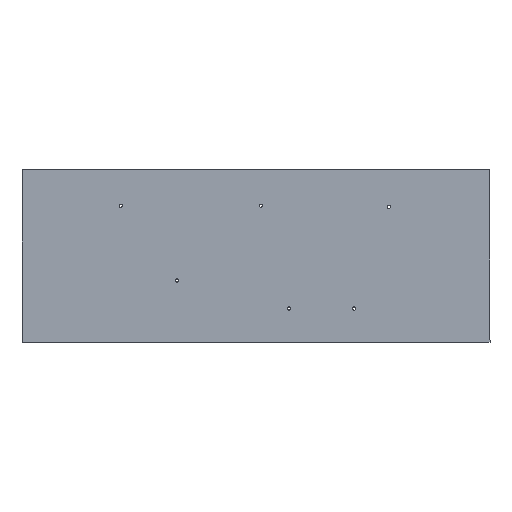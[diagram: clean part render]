
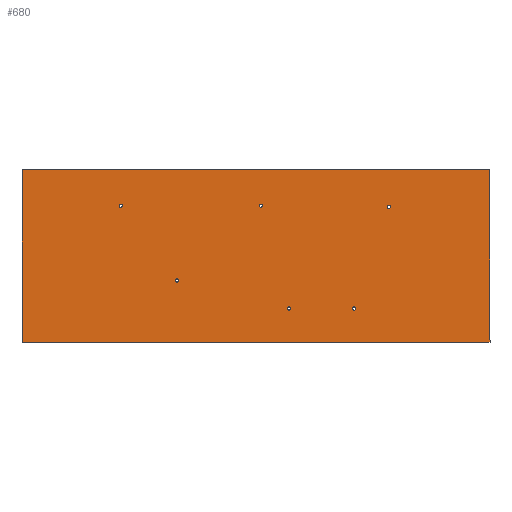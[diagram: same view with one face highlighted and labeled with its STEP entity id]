
A CAD part, top view. The second image highlights one B-rep face of the part: STEP entity #680.
In plain terms, the highlighted planar face has unit normal (0, 0, 1).
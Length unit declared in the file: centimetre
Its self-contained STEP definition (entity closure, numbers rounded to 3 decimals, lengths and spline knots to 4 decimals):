
#31=FACE_BOUND('',#175,.T.);
#32=FACE_BOUND('',#176,.T.);
#33=FACE_BOUND('',#177,.T.);
#34=FACE_BOUND('',#178,.T.);
#35=FACE_BOUND('',#179,.T.);
#36=FACE_BOUND('',#180,.T.);
#54=CIRCLE('',#739,0.17);
#56=CIRCLE('',#743,0.17);
#58=CIRCLE('',#747,0.17);
#60=CIRCLE('',#751,0.17);
#62=CIRCLE('',#755,0.17);
#64=CIRCLE('',#759,0.17);
#86=PLANE('',#761);
#124=FACE_OUTER_BOUND('',#174,.T.);
#174=EDGE_LOOP('',(#614,#615,#616,#617,#618,#619));
#175=EDGE_LOOP('',(#620));
#176=EDGE_LOOP('',(#621));
#177=EDGE_LOOP('',(#622));
#178=EDGE_LOOP('',(#623));
#179=EDGE_LOOP('',(#624));
#180=EDGE_LOOP('',(#625));
#184=LINE('',#997,#243);
#186=LINE('',#1002,#245);
#190=LINE('',#1009,#249);
#222=LINE('',#1080,#281);
#225=LINE('',#1086,#284);
#228=LINE('',#1091,#287);
#243=VECTOR('',#771,1.);
#245=VECTOR('',#775,1.);
#249=VECTOR('',#779,1.);
#281=VECTOR('',#845,1.);
#284=VECTOR('',#850,1.);
#287=VECTOR('',#855,1.);
#303=VERTEX_POINT('',#964);
#306=VERTEX_POINT('',#982);
#308=VERTEX_POINT('',#1001);
#311=VERTEX_POINT('',#1007);
#333=VERTEX_POINT('',#1079);
#335=VERTEX_POINT('',#1085);
#349=VERTEX_POINT('',#1132);
#351=VERTEX_POINT('',#1139);
#353=VERTEX_POINT('',#1146);
#355=VERTEX_POINT('',#1153);
#357=VERTEX_POINT('',#1160);
#359=VERTEX_POINT('',#1167);
#364=EDGE_CURVE('',#303,#306,#184,.T.);
#366=EDGE_CURVE('',#308,#303,#186,.T.);
#370=EDGE_CURVE('',#306,#311,#190,.T.);
#406=EDGE_CURVE('',#333,#308,#222,.T.);
#409=EDGE_CURVE('',#311,#335,#225,.T.);
#412=EDGE_CURVE('',#335,#333,#228,.T.);
#432=EDGE_CURVE('',#349,#349,#54,.T.);
#435=EDGE_CURVE('',#351,#351,#56,.T.);
#438=EDGE_CURVE('',#353,#353,#58,.T.);
#441=EDGE_CURVE('',#355,#355,#60,.T.);
#444=EDGE_CURVE('',#357,#357,#62,.T.);
#447=EDGE_CURVE('',#359,#359,#64,.T.);
#614=ORIENTED_EDGE('',*,*,#412,.T.);
#615=ORIENTED_EDGE('',*,*,#406,.T.);
#616=ORIENTED_EDGE('',*,*,#366,.T.);
#617=ORIENTED_EDGE('',*,*,#364,.T.);
#618=ORIENTED_EDGE('',*,*,#370,.T.);
#619=ORIENTED_EDGE('',*,*,#409,.T.);
#620=ORIENTED_EDGE('',*,*,#444,.T.);
#621=ORIENTED_EDGE('',*,*,#438,.T.);
#622=ORIENTED_EDGE('',*,*,#432,.T.);
#623=ORIENTED_EDGE('',*,*,#435,.T.);
#624=ORIENTED_EDGE('',*,*,#441,.T.);
#625=ORIENTED_EDGE('',*,*,#447,.T.);
#680=ADVANCED_FACE('',(#124,#31,#32,#33,#34,#35,#36),#86,.T.);
#739=AXIS2_PLACEMENT_3D('',#1133,#905,#906);
#743=AXIS2_PLACEMENT_3D('',#1140,#914,#915);
#747=AXIS2_PLACEMENT_3D('',#1147,#923,#924);
#751=AXIS2_PLACEMENT_3D('',#1154,#932,#933);
#755=AXIS2_PLACEMENT_3D('',#1161,#941,#942);
#759=AXIS2_PLACEMENT_3D('',#1168,#950,#951);
#761=AXIS2_PLACEMENT_3D('',#1172,#955,#956);
#771=DIRECTION('',(0.,-1.,0.));
#775=DIRECTION('',(0.,-1.,0.));
#779=DIRECTION('',(0.,-1.,0.));
#845=DIRECTION('',(-1.,0.,0.));
#850=DIRECTION('',(1.,0.,0.));
#855=DIRECTION('',(0.,1.,0.));
#905=DIRECTION('center_axis',(0.,0.,
-1.));
#906=DIRECTION('ref_axis',(-1.,0.,0.));
#914=DIRECTION('center_axis',(0.,0.,
-1.));
#915=DIRECTION('ref_axis',(-1.,0.,0.));
#923=DIRECTION('center_axis',(0.,0.,
-1.));
#924=DIRECTION('ref_axis',(-1.,0.,0.));
#932=DIRECTION('center_axis',(0.,0.,
-1.));
#933=DIRECTION('ref_axis',(-1.,0.,0.));
#941=DIRECTION('center_axis',(0.,0.,
-1.));
#942=DIRECTION('ref_axis',(-1.,0.,0.));
#950=DIRECTION('center_axis',(0.,0.,
-1.));
#951=DIRECTION('ref_axis',(-1.,0.,0.));
#955=DIRECTION('center_axis',(0.,0.,
1.));
#956=DIRECTION('ref_axis',(-1.,0.,0.));
#964=CARTESIAN_POINT('',(732.3607,147.4083,5.));
#982=CARTESIAN_POINT('',(732.3607,143.4441,5.));
#997=CARTESIAN_POINT('',(732.3607,148.1883,5.));
#1001=CARTESIAN_POINT('',(732.3607,148.1883,5.));
#1002=CARTESIAN_POINT('',(732.3607,148.1883,5.));
#1007=CARTESIAN_POINT('',(732.3607,129.6883,5.));
#1009=CARTESIAN_POINT('',(732.3607,148.1883,5.));
#1079=CARTESIAN_POINT('',(782.4607,148.1883,5.));
#1080=CARTESIAN_POINT('',(782.4607,148.1883,5.));
#1085=CARTESIAN_POINT('',(782.4607,129.6883,5.));
#1086=CARTESIAN_POINT('',(732.3607,129.6883,5.));
#1091=CARTESIAN_POINT('',(782.4607,129.6883,5.));
#1132=CARTESIAN_POINT('',(743.1009,144.3152,5.));
#1133=CARTESIAN_POINT('Origin',(742.9309,144.3152,5.));
#1139=CARTESIAN_POINT('',(771.8129,144.1924,5.));
#1140=CARTESIAN_POINT('Origin',(771.6429,144.1924,5.));
#1146=CARTESIAN_POINT('',(768.1009,133.3152,5.));
#1147=CARTESIAN_POINT('Origin',(767.9309,133.3152,5.));
#1153=CARTESIAN_POINT('',(758.1009,144.3152,5.));
#1154=CARTESIAN_POINT('Origin',(757.9309,144.3152,5.));
#1160=CARTESIAN_POINT('',(749.1009,136.3152,5.));
#1161=CARTESIAN_POINT('Origin',(748.9309,136.3152,5.));
#1167=CARTESIAN_POINT('',(761.1009,133.3152,5.));
#1168=CARTESIAN_POINT('Origin',(760.9309,133.3152,5.));
#1172=CARTESIAN_POINT('Origin',(760.9309,133.3152,5.));
